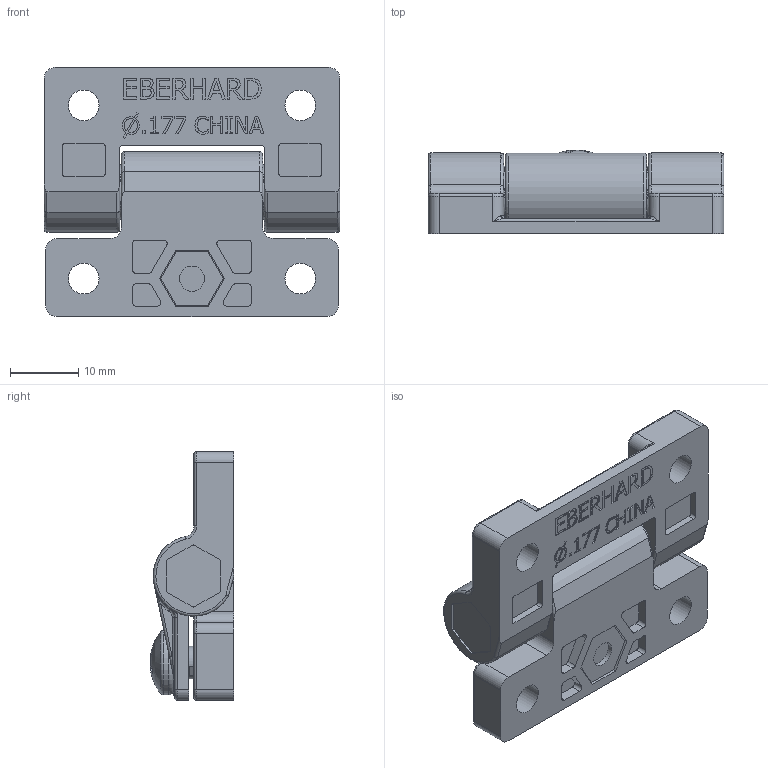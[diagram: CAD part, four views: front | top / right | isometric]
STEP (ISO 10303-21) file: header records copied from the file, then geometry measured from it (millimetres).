
FILE_DESCRIPTION((''),'2;1');
FILE_NAME('16945.stp','2013-11-21T10:51:47',('fredp'),(''),'Autodesk Inventor 2013','Autodesk Inventor 2013','');
FILE_SCHEMA(('AUTOMOTIVE_DESIGN { 1 0 10303 214 1 1 1 1 }'));
Length unit declared in the file: inch
Products named in the file (1): 16945
Bounding box: 43.31 x 12.23 x 36.51 mm (x, y, z)
Volume: 9758.5 mm3; surface area: 6546 mm2
Topology: 1 solids, 1 shells, 629 faces, 1668 edges, 1084 vertices
Faces by surface type: plane 345, cylinder 122, bspline 102, torus 50, cone 9, sphere 1
Full cylindrical faces by diameter (mm): 3.683 x1, 4.496 x4, 4.775 x1, 5.08 x1, 5.893 x1, 6.223 x1, 8.052 x1, 8.89 x4, 9.474 x1, 9.525 x1
Entity records: 21972 total; most frequent: CARTESIAN_POINT 6233, ORIENTED_EDGE 3280, DIRECTION 2819, EDGE_CURVE 1640, VERTEX_POINT 1081, VECTOR 1017, LINE 1017, AXIS2_PLACEMENT_3D 901
